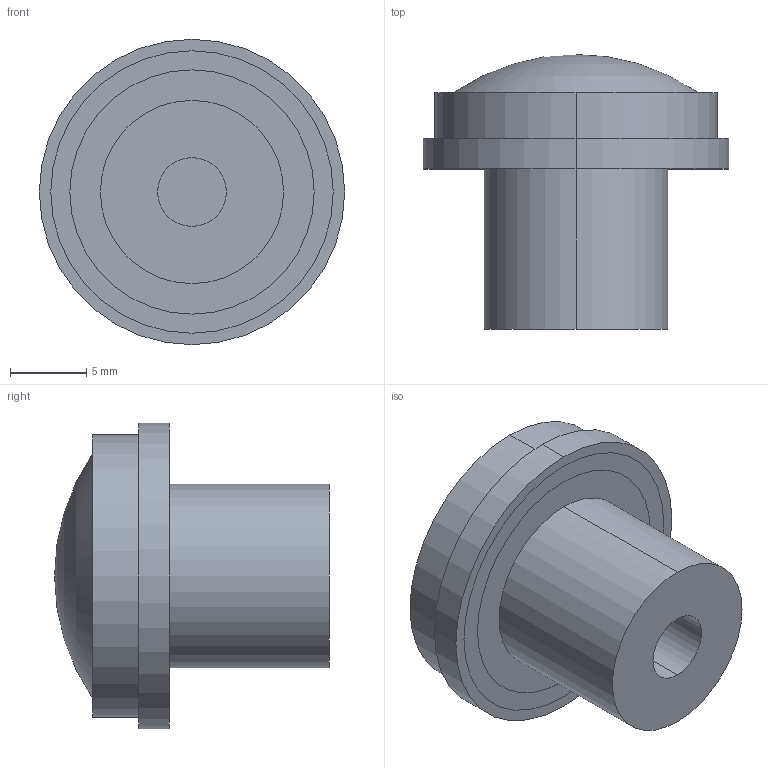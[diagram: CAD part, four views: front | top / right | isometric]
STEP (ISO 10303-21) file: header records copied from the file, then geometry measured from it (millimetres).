
FILE_DESCRIPTION (( 'STEP AP214' ), '1' );
FILE_NAME ('LENS_Wide.STEP', '2018-03-12T09:37:33', ( '' ), ( '' ), 'SwSTEP 2.0', 'SolidWorks 2016', '' );
FILE_SCHEMA (( 'AUTOMOTIVE_DESIGN' ));
Length unit declared in the file: millimetre
Products named in the file (1): LENS_Wide
Bounding box: 20 x 18 x 20 mm (x, y, z)
Volume: 2744.4 mm3; surface area: 2474.6 mm2
Topology: 5 solids, 5 shells, 27 faces, 57 edges, 38 vertices
Faces by surface type: cylinder 16, plane 8, sphere 3
Entity records: 809 total; most frequent: DIRECTION 140, CARTESIAN_POINT 112, ORIENTED_EDGE 100, AXIS2_PLACEMENT_3D 62, EDGE_CURVE 50, VERTEX_POINT 34, EDGE_LOOP 34, CIRCLE 34
